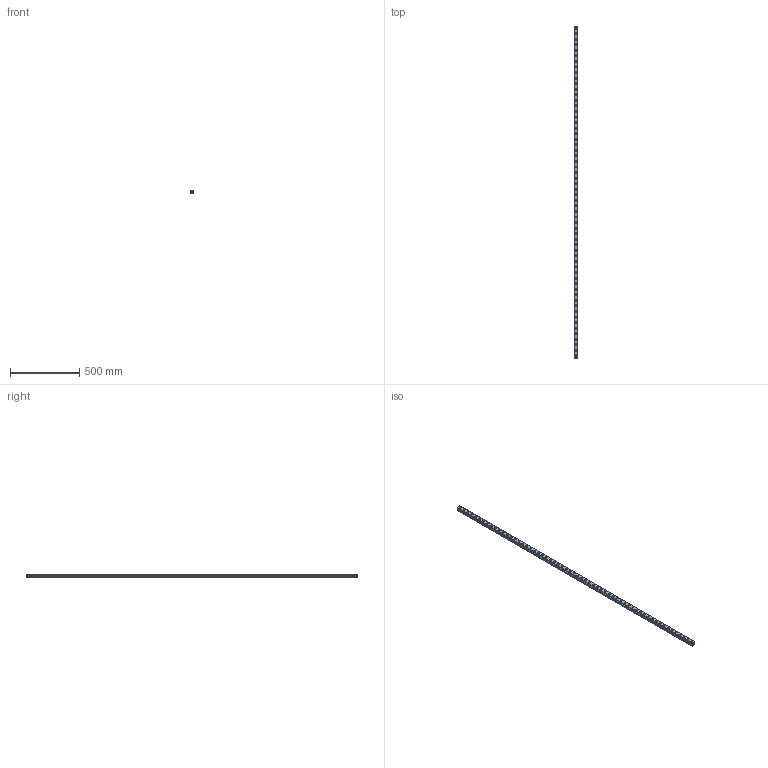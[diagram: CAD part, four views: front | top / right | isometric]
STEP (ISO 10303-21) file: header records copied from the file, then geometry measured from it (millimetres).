
FILE_DESCRIPTION(('STEP AP214'),'1');
FILE_NAME('cctmp_44A3E825-11A8-4062-956B-137B854B41E8_2021_03_11_13_10_14_0644..stp','2021-03-11T12:10:14',('HIWIN GmbH'),('CADClick - www.CADClick.com'),'Spatial InterOp 3D',' ','unknown authorization');
FILE_SCHEMA(('AUTOMOTIVE_DESIGN'));
Length unit declared in the file: millimetre
Products named in the file (1): RGR30R2390H_FILE
Bounding box: 28 x 2390 x 28 mm (x, y, z)
Volume: 1370864.7 mm3; surface area: 355016.6 mm2
Topology: 1 solids, 1 shells, 655 faces, 1407 edges, 938 vertices
Faces by surface type: cylinder 378, plane 277
Entity records: 23361 total; most frequent: DIRECTION 3475, CARTESIAN_POINT 3001, ORIENTED_EDGE 2814, AXIS2_PLACEMENT_3D 1412, EDGE_CURVE 1407, VERTEX_POINT 938, EDGE_LOOP 839, CIRCLE 756
